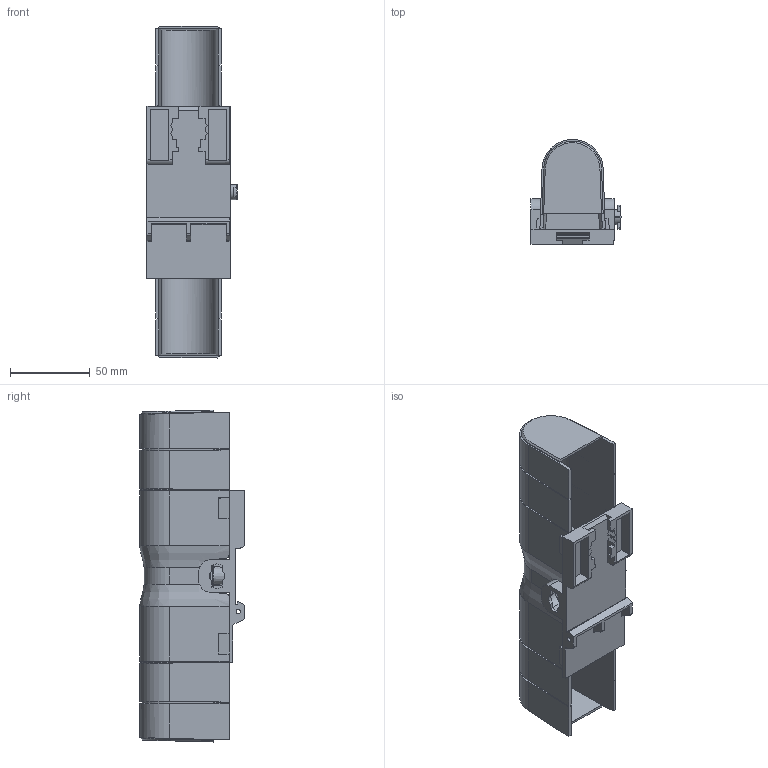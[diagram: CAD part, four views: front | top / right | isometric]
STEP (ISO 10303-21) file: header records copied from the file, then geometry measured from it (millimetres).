
FILE_DESCRIPTION(('STEP AP203'),'1');
FILE_NAME('sbtt-250.stp','2024-07-15T13:11:02',('TraceParts'),('TraceParts S.A.'),'Spatial InterOp 3D',' ',' ');
FILE_SCHEMA(('CONFIG_CONTROL_DESIGN'));
Length unit declared in the file: millimetre
Products named in the file (1): 1
Bounding box: 56.46 x 65.66 x 208.26 mm (x, y, z)
Volume: 97839 mm3; surface area: 97044.7 mm2
Topology: 7 solids, 7 shells, 797 faces, 2083 edges, 1284 vertices
Faces by surface type: plane 289, cone 224, cylinder 208, bspline 52, sphere 16, torus 8
Entity records: 26294 total; most frequent: CARTESIAN_POINT 6988, ORIENTED_EDGE 4118, DIRECTION 4007, EDGE_CURVE 2059, AXIS2_PLACEMENT_3D 1425, VERTEX_POINT 1284, LINE 1157, VECTOR 1157
